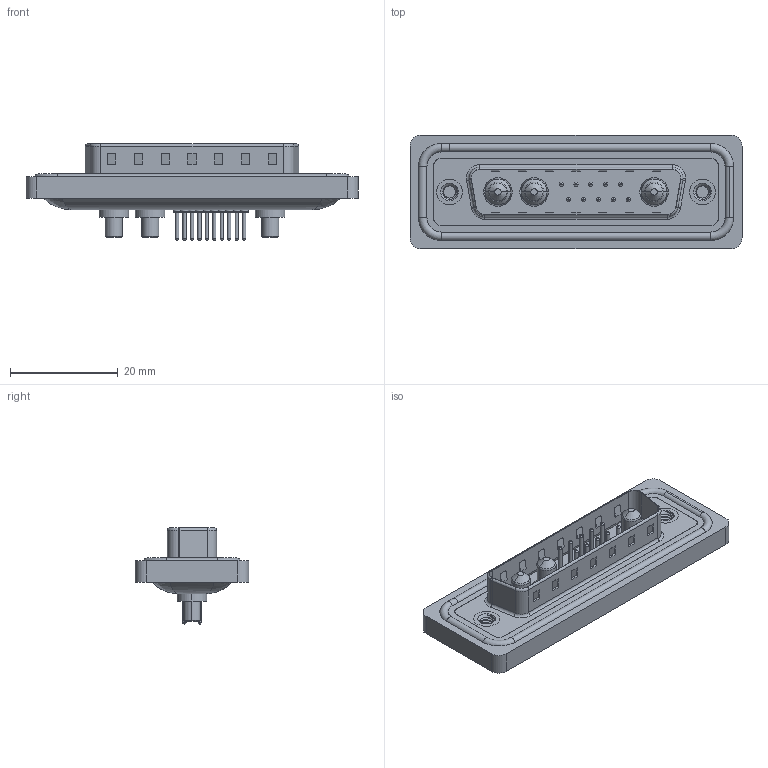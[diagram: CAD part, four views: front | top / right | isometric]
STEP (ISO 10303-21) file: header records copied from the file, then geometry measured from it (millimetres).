
FILE_DESCRIPTION (( 'STEP AP203' ), '1' );
FILE_NAME ('627W13W3224-3N2.STEP', '2024-03-19T20:07:39', ( '' ), ( '' ), 'SwSTEP 2.0', 'SolidWorks 2023', '' );
FILE_SCHEMA (( 'CONFIG_CONTROL_DESIGN' ));
Length unit declared in the file: millimetre
Products named in the file (9): 627Combo Contact Row 1_24; 627Combo Shell Rear_25 Contacts; 627Combo Shell Front_25 Contacts; 627Combo Waterproof Housing_25 Contacts; 627W13W3224-3N2; 627Combo Contact Row 2_24; 627Combo Housing_13W3; Power Pin_30A S; 627Combo Threaded Rivet_2
Assembly tree (19 placements, depth 2):
  627W13W3224-3N2
    627Combo Housing_13W3
    627Combo Waterproof Housing_25 Contacts
    627Combo Shell Rear_25 Contacts
    627Combo Shell Front_25 Contacts
    627Combo Threaded Rivet_2  x2
    Power Pin_30A S  x3
    627Combo Contact Row 1_24  x5
    627Combo Contact Row 2_24  x5
Bounding box: 61.75 x 21.1 x 17.9 mm (x, y, z)
Volume: 7356.6 mm3; surface area: 11888.4 mm2
Topology: 23 solids, 23 shells, 970 faces, 2211 edges, 1359 vertices
Faces by surface type: cylinder 385, plane 309, torus 230, cone 33, bspline 13
Entity records: 21772 total; most frequent: CARTESIAN_POINT 5082, DIRECTION 3444, ORIENTED_EDGE 3072, EDGE_CURVE 1536, AXIS2_PLACEMENT_3D 1328, VERTEX_POINT 967, VECTOR 788, LINE 788
